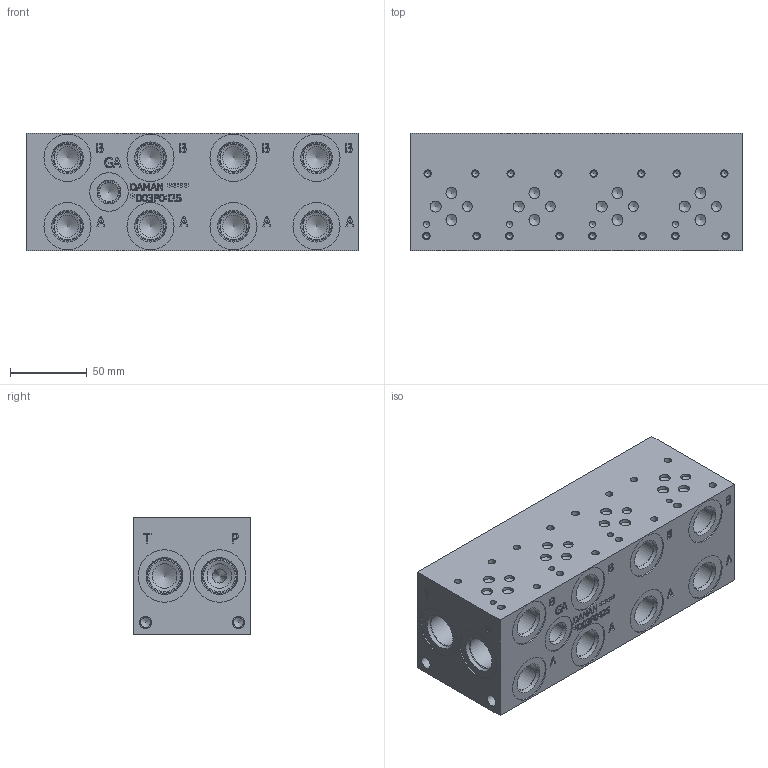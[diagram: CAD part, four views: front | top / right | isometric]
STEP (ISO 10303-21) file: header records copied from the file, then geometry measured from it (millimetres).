
FILE_DESCRIPTION(/* description */ (''),/* implementation_level */ '2;1');
FILE_NAME(/* name */ '_D03P042S.stp',/* time_stamp */ '2020-03-11T15:20:16-04:00',/* author */ ('alexanderw'),/* organization */ (''),/* preprocessor_version */ 'ST-DEVELOPER v17',/* originating_system */ 'Autodesk Inventor 2019',/* authorisation */ '');
FILE_SCHEMA (('AUTOMOTIVE_DESIGN { 1 0 10303 214 3 1 1 }'));
Length unit declared in the file: millimetre
Products named in the file (1): Part_DD03P042S_3D
Bounding box: 215.9 x 76.2 x 76.2 mm (x, y, z)
Volume: 1147145.3 mm3; surface area: 104151.3 mm2
Topology: 1 solids, 1 shells, 831 faces, 2262 edges, 1534 vertices
Faces by surface type: plane 428, bspline 180, cylinder 128, cone 95
Full cylindrical faces by diameter (mm): 3.785 x16, 3.962 x4, 4.826 x16, 6.35 x4, 6.528 x4, 7.137 x12, 7.925 x4, 12.294 x1, 12.9 x1, 14.275 x1, 14.3 x8, 14.529 x1, 15.875 x4, 17.501 x8, 19.05 x8, 19.253 x8, 20.447 x4, 22.225 x3, 22.23 x1, 22.555 x4, 23.901 x3, 25.019 x1, 30.632 x8, 34.138 x4
Entity records: 27619 total; most frequent: CARTESIAN_POINT 6915, ORIENTED_EDGE 4418, DIRECTION 3624, EDGE_CURVE 2209, VERTEX_POINT 1534, LINE 1378, VECTOR 1378, AXIS2_PLACEMENT_3D 1123
